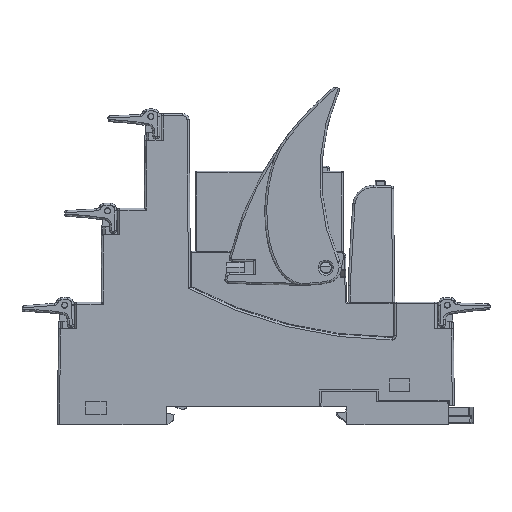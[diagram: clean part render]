
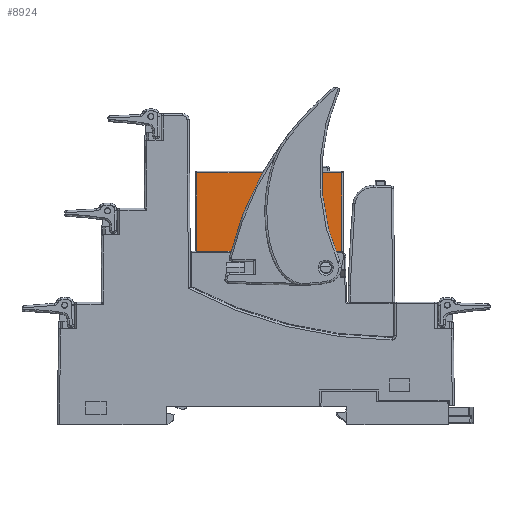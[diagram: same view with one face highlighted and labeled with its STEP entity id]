
A CAD part, top view. The second image highlights one B-rep face of the part: STEP entity #8924.
In plain terms, the highlighted face is planar.
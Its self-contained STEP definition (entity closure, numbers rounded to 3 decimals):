
#8924 = ADVANCED_FACE ( 'NONE', ( #35022 ), #42051, .F. ) ;
#22134 = EDGE_CURVE ( 'NONE', #22945, #22948, #59514, .T. ) ;
#22157 = EDGE_CURVE ( 'NONE', #22965, #22959, #59558, .T. ) ;
#22158 = EDGE_CURVE ( 'NONE', #22959, #22945, #59560, .T. ) ;
#22159 = EDGE_CURVE ( 'NONE', #22948, #22965, #59562, .T. ) ;
#22945 = VERTEX_POINT ( 'NONE', #61856 ) ;
#22948 = VERTEX_POINT ( 'NONE', #61859 ) ;
#22959 = VERTEX_POINT ( 'NONE', #61870 ) ;
#22965 = VERTEX_POINT ( 'NONE', #61876 ) ;
#28800 = EDGE_LOOP ( 'NONE', ( #53821, #53822, #53824, #53826 ) ) ;
#35022 = FACE_OUTER_BOUND ( 'NONE', #28800, .T. ) ;
#35584 = AXIS2_PLACEMENT_3D ( 'NONE', #42053, #42060, #42062 ) ;
#42051 = PLANE ( 'NONE',  #35584 ) ;
#42053 = CARTESIAN_POINT ( 'NONE',  ( -14.5, 6.35, 15.7 ) ) ;
#42060 = DIRECTION ( 'NONE',  ( 0., -1., 0. ) ) ;
#42062 = DIRECTION ( 'NONE',  ( 0., 0., -1. ) ) ;
#53821 = ORIENTED_EDGE ( 'NONE', *, *, #22157, .T. ) ;
#53822 = ORIENTED_EDGE ( 'NONE', *, *, #22158, .T. ) ;
#53824 = ORIENTED_EDGE ( 'NONE', *, *, #22134, .T. ) ;
#53826 = ORIENTED_EDGE ( 'NONE', *, *, #22159, .T. ) ;
#58975 = CARTESIAN_POINT ( 'NONE',  ( -14.5, 6.35, 0. ) ) ;
#58976 = DIRECTION ( 'NONE',  ( -1., 0., 0. ) ) ;
#59030 = CARTESIAN_POINT ( 'NONE',  ( 14.5, 6.35, 15.4 ) ) ;
#59031 = DIRECTION ( 'NONE',  ( 1., 0., 0. ) ) ;
#59032 = CARTESIAN_POINT ( 'NONE',  ( 14.2, 6.35, 15.7 ) ) ;
#59033 = DIRECTION ( 'NONE',  ( 0., 0., -1. ) ) ;
#59034 = CARTESIAN_POINT ( 'NONE',  ( -14.2, 6.35, 15.7 ) ) ;
#59035 = DIRECTION ( 'NONE',  ( 0., 0., 1. ) ) ;
#59514 = LINE ( 'NONE', #58975, #59516 ) ;
#59516 = VECTOR ( 'NONE', #58976, 1000. ) ;
#59558 = LINE ( 'NONE', #59030, #59561 ) ;
#59560 = LINE ( 'NONE', #59032, #59563 ) ;
#59561 = VECTOR ( 'NONE', #59031, 1000. ) ;
#59562 = LINE ( 'NONE', #59034, #59565 ) ;
#59563 = VECTOR ( 'NONE', #59033, 1000. ) ;
#59565 = VECTOR ( 'NONE', #59035, 1000. ) ;
#61856 = CARTESIAN_POINT ( 'NONE',  ( 14.2, 6.35, 0. ) ) ;
#61859 = CARTESIAN_POINT ( 'NONE',  ( -14.2, 6.35, 0. ) ) ;
#61870 = CARTESIAN_POINT ( 'NONE',  ( 14.2, 6.35, 15.4 ) ) ;
#61876 = CARTESIAN_POINT ( 'NONE',  ( -14.2, 6.35, 15.4 ) ) ;
